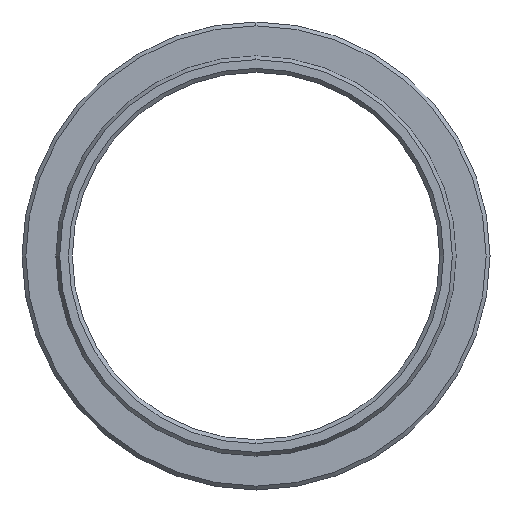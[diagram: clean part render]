
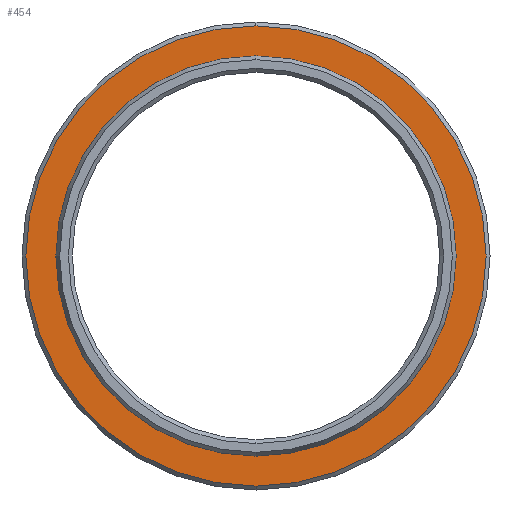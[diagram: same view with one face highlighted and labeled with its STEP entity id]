
A CAD part, left-side view. The second image highlights one B-rep face of the part: STEP entity #454.
In plain terms, the highlighted planar face has unit normal (-1, 0, 0).
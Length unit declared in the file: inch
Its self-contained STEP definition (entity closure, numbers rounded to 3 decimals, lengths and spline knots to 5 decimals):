
#4 = AXIS2_PLACEMENT_3D ( 'NONE', #37, #571, #691 ) ;
#37 = CARTESIAN_POINT ( 'NONE',  ( -0.16, 0., 0. ) ) ;
#54 = ORIENTED_EDGE ( 'NONE', *, *, #371, .T. ) ;
#97 = FACE_BOUND ( 'NONE', #292, .T. ) ;
#107 = EDGE_CURVE ( 'NONE', #1104, #206, #612, .T. ) ;
#121 = AXIS2_PLACEMENT_3D ( 'NONE', #938, #626, #858 ) ;
#140 = CARTESIAN_POINT ( 'NONE',  ( -0.16, 0., 0. ) ) ;
#185 = ORIENTED_EDGE ( 'NONE', *, *, #1189, .T. ) ;
#206 = VERTEX_POINT ( 'NONE', #456 ) ;
#216 = ORIENTED_EDGE ( 'NONE', *, *, #729, .T. ) ;
#292 = EDGE_LOOP ( 'NONE', ( #1373, #54 ) ) ;
#355 = PLANE ( 'NONE',  #1013 ) ;
#371 = EDGE_CURVE ( 'NONE', #206, #1104, #721, .T. ) ;
#385 = AXIS2_PLACEMENT_3D ( 'NONE', #1289, #1016, #459 ) ;
#414 = VERTEX_POINT ( 'NONE', #701 ) ;
#454 = ADVANCED_FACE ( 'NONE', ( #874, #97 ), #355, .T. ) ;
#456 = CARTESIAN_POINT ( 'NONE',  ( -0.16, 0., 0.4995 ) ) ;
#459 = DIRECTION ( 'NONE',  ( 0., 0., 1. ) ) ;
#468 = VERTEX_POINT ( 'NONE', #1258 ) ;
#571 = DIRECTION ( 'NONE',  ( 1., 0., 0. ) ) ;
#612 = CIRCLE ( 'NONE', #121, 0.4995 ) ;
#614 = DIRECTION ( 'NONE',  ( 0., 0., 1. ) ) ;
#626 = DIRECTION ( 'NONE',  ( 1., 0., 0. ) ) ;
#655 = AXIS2_PLACEMENT_3D ( 'NONE', #140, #1007, #614 ) ;
#691 = DIRECTION ( 'NONE',  ( 0., 0., -1. ) ) ;
#701 = CARTESIAN_POINT ( 'NONE',  ( -0.16, 0., -0.595 ) ) ;
#721 = CIRCLE ( 'NONE', #4, 0.4995 ) ;
#729 = EDGE_CURVE ( 'NONE', #468, #414, #1285, .T. ) ;
#818 = DIRECTION ( 'NONE',  ( 0., 0., 1. ) ) ;
#858 = DIRECTION ( 'NONE',  ( 0., 0., -1. ) ) ;
#874 = FACE_OUTER_BOUND ( 'NONE', #926, .T. ) ;
#899 = CIRCLE ( 'NONE', #655, 0.595 ) ;
#922 = CARTESIAN_POINT ( 'NONE',  ( -0.16, 0., -0.4995 ) ) ;
#926 = EDGE_LOOP ( 'NONE', ( #185, #216 ) ) ;
#938 = CARTESIAN_POINT ( 'NONE',  ( -0.16, 0., 0. ) ) ;
#1007 = DIRECTION ( 'NONE',  ( -1., 0., 0. ) ) ;
#1013 = AXIS2_PLACEMENT_3D ( 'NONE', #1017, #1266, #818 ) ;
#1016 = DIRECTION ( 'NONE',  ( -1., 0., 0. ) ) ;
#1017 = CARTESIAN_POINT ( 'NONE',  ( -0.16, 0.605, 0. ) ) ;
#1104 = VERTEX_POINT ( 'NONE', #922 ) ;
#1189 = EDGE_CURVE ( 'NONE', #414, #468, #899, .T. ) ;
#1258 = CARTESIAN_POINT ( 'NONE',  ( -0.16, 0., 0.595 ) ) ;
#1266 = DIRECTION ( 'NONE',  ( -1., 0., 0. ) ) ;
#1285 = CIRCLE ( 'NONE', #385, 0.595 ) ;
#1289 = CARTESIAN_POINT ( 'NONE',  ( -0.16, 0., 0. ) ) ;
#1373 = ORIENTED_EDGE ( 'NONE', *, *, #107, .T. ) ;
